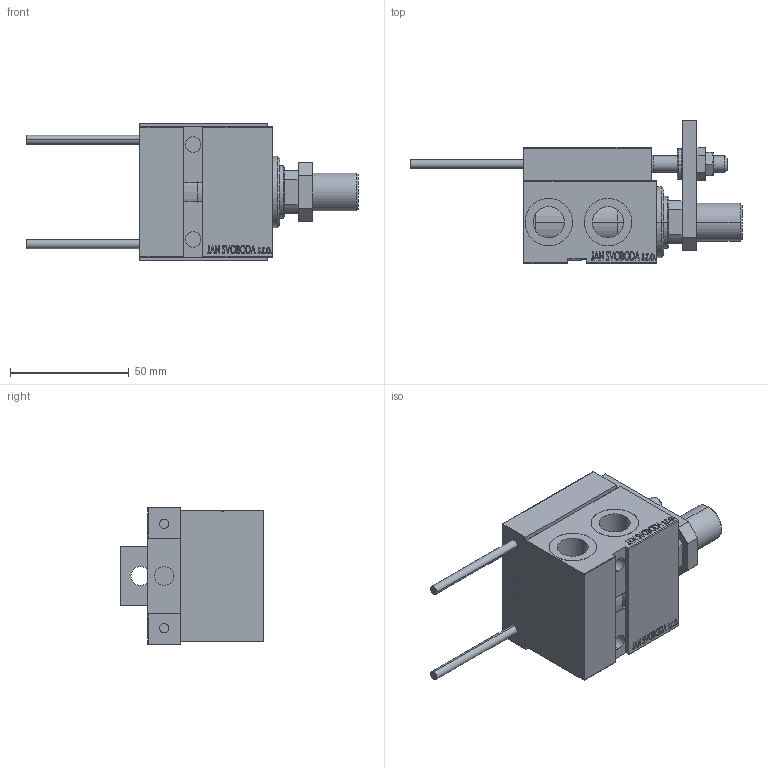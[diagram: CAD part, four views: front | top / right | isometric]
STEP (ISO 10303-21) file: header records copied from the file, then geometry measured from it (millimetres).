
FILE_DESCRIPTION (( 'STEP AP203' ), '1' );
FILE_NAME ('f786.STEP', '2021-11-02T01:39:50', ( '' ), ( '' ), 'SwSTEP 2.0', 'SolidWorks 2019', '' );
FILE_SCHEMA (( 'CONFIG_CONTROL_DESIGN' ));
Length unit declared in the file: millimetre
Products named in the file (17): V450CM_VC_B 7008e0bbcf8eb2ea29e4063602d92754; ZARAZKA 7008e0bbcf8eb2ea29e4063602d92754; NUT_D10 7008e0bbcf8eb2ea29e4063602d92754; V450CM_MALE_METRIC 7008e0bbcf8eb2ea29e4063602d92754; MAGNET 7008e0bbcf8eb2ea29e4063602d92754; SWITCH DIM B,W 7008e0bbcf8eb2ea29e4063602d92754; KONCOVKA 7008e0bbcf8eb2ea29e4063602d92754; NUT_D12 7008e0bbcf8eb2ea29e4063602d92754; ALLEN BOLT D5 7008e0bbcf8eb2ea29e4063602d92754; f786; TYC_L79 7008e0bbcf8eb2ea29e4063602d92754; ALLEN BOLT D8 7008e0bbcf8eb2ea29e4063602d92754; SWITCH X 7008e0bbcf8eb2ea29e4063602d92754; SWITCH_X_FRONT_BACK 7008e0bbcf8eb2ea29e4063602d92754; V450CM_E_VCP 7008e0bbcf8eb2ea29e4063602d92754; V450CM_E 7008e0bbcf8eb2ea29e4063602d92754; Block 7008e0bbcf8eb2ea29e4063602d92754
Assembly tree (26 placements, depth 3):
  f786
    V450CM_E 7008e0bbcf8eb2ea29e4063602d92754
    V450CM_E_VCP 7008e0bbcf8eb2ea29e4063602d92754
    V450CM_VC_B 7008e0bbcf8eb2ea29e4063602d92754
    V450CM_MALE_METRIC 7008e0bbcf8eb2ea29e4063602d92754
    SWITCH X 7008e0bbcf8eb2ea29e4063602d92754
      SWITCH_X_FRONT_BACK 7008e0bbcf8eb2ea29e4063602d92754  x2
      TYC_L79 7008e0bbcf8eb2ea29e4063602d92754
      Block 7008e0bbcf8eb2ea29e4063602d92754  x2
      ALLEN BOLT D5 7008e0bbcf8eb2ea29e4063602d92754  x4
      ALLEN BOLT D8 7008e0bbcf8eb2ea29e4063602d92754  x4
      MAGNET 7008e0bbcf8eb2ea29e4063602d92754  x2
      KONCOVKA 7008e0bbcf8eb2ea29e4063602d92754  x2
    SWITCH DIM B,W 7008e0bbcf8eb2ea29e4063602d92754
    ZARAZKA 7008e0bbcf8eb2ea29e4063602d92754
    NUT_D10 7008e0bbcf8eb2ea29e4063602d92754
    NUT_D12 7008e0bbcf8eb2ea29e4063602d92754
Bounding box: 140 x 60.5 x 58 mm (x, y, z)
Volume: 154610.4 mm3; surface area: 58308.2 mm2
Topology: 25 solids, 25 shells, 1293 faces, 3105 edges, 1983 vertices
Faces by surface type: plane 572, bspline 380, cylinder 176, cone 115, torus 46, sphere 4
Entity records: 50333 total; most frequent: CARTESIAN_POINT 25576, ORIENTED_EDGE 5230, DIRECTION 3500, EDGE_CURVE 2615, VERTEX_POINT 1707, LINE 1514, VECTOR 1514, EDGE_LOOP 1196
